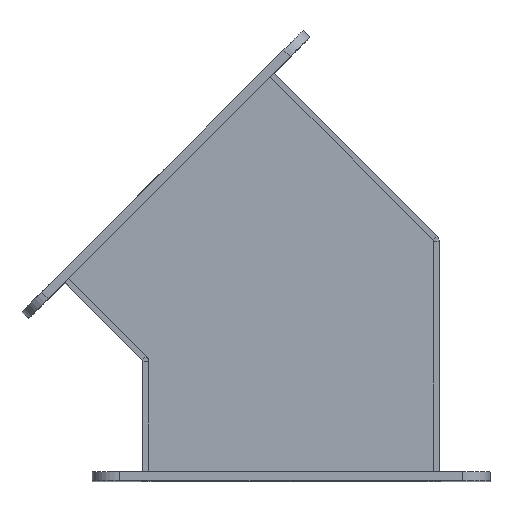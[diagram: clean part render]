
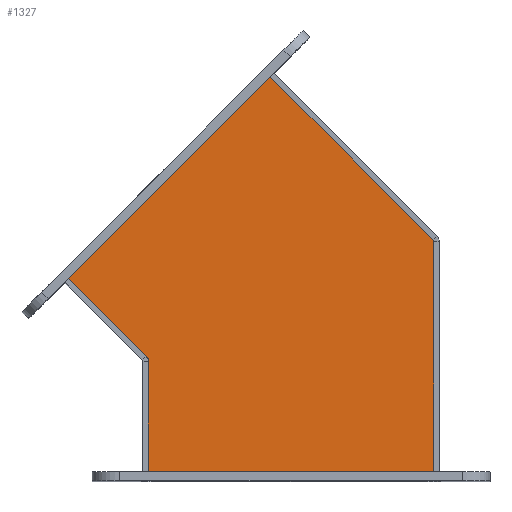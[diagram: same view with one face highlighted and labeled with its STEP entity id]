
A CAD part, top view. The second image highlights one B-rep face of the part: STEP entity #1327.
In plain terms, the highlighted planar face has unit normal (0, 0, 1).
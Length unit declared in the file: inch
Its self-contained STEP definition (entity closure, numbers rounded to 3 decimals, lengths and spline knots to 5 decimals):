
#865=CARTESIAN_POINT('',(-1.83225,0.0,0.074));
#866=VERTEX_POINT('',#865);
#873=CARTESIAN_POINT('',(-1.83225,0.0625,0.074));
#874=VERTEX_POINT('',#873);
#875=CARTESIAN_POINT('',(-1.83225,0.0625,0.074));
#876=DIRECTION('',(0.0,-1.0,0.0));
#877=VECTOR('',#876,0.0625);
#878=LINE('',#875,#877);
#879=EDGE_CURVE('',#874,#866,#878,.T.);
#904=CARTESIAN_POINT('',(-2.01975,0.0625,0.074));
#905=VERTEX_POINT('',#904);
#906=CARTESIAN_POINT('',(-2.01975,0.0625,0.074));
#907=DIRECTION('',(1.0,0.0,0.0));
#908=VECTOR('',#907,0.1875);
#909=LINE('',#906,#908);
#910=EDGE_CURVE('',#905,#874,#909,.T.);
#935=CARTESIAN_POINT('',(-2.01975,0.,0.074));
#936=VERTEX_POINT('',#935);
#937=CARTESIAN_POINT('',(-2.01975,0.,0.074));
#938=DIRECTION('',(0.0,1.0,0.0));
#939=VECTOR('',#938,0.0625);
#940=LINE('',#937,#939);
#941=EDGE_CURVE('',#936,#905,#940,.T.);
#967=CARTESIAN_POINT('',(-3.68208,4.01322,0.074));
#968=VERTEX_POINT('',#967);
#975=CARTESIAN_POINT('',(-3.63789,3.96903,0.074));
#976=VERTEX_POINT('',#975);
#977=CARTESIAN_POINT('',(-3.63789,3.96903,0.074));
#978=DIRECTION('',(-0.707,0.707,0.0));
#979=VECTOR('',#978,0.0625);
#980=LINE('',#977,#979);
#981=EDGE_CURVE('',#976,#968,#980,.T.);
#1006=CARTESIAN_POINT('',(-3.50531,4.10161,0.074));
#1007=VERTEX_POINT('',#1006);
#1008=CARTESIAN_POINT('',(-3.50531,4.10161,0.074));
#1009=DIRECTION('',(-0.707,-0.707,0.0));
#1010=VECTOR('',#1009,0.1875);
#1011=LINE('',#1008,#1010);
#1012=EDGE_CURVE('',#1007,#976,#1011,.T.);
#1037=CARTESIAN_POINT('',(-3.5495,4.14581,0.074));
#1038=VERTEX_POINT('',#1037);
#1039=CARTESIAN_POINT('',(-3.5495,4.14581,0.074));
#1040=DIRECTION('',(0.707,-0.707,0.0));
#1041=VECTOR('',#1040,0.0625);
#1042=LINE('',#1039,#1041);
#1043=EDGE_CURVE('',#1038,#1007,#1042,.T.);
#1060=CARTESIAN_POINT('',(-3.852,0.0,0.074));
#1061=VERTEX_POINT('',#1060);
#1062=CARTESIAN_POINT('',(-2.01975,0.0,0.074));
#1063=DIRECTION('',(-1.0,0.0,0.0));
#1064=VECTOR('',#1063,1.83225);
#1065=LINE('',#1062,#1064);
#1066=EDGE_CURVE('',#936,#1061,#1065,.T.);
#1158=CARTESIAN_POINT('',(-2.2539,5.4414,0.074));
#1159=VERTEX_POINT('',#1158);
#1160=CARTESIAN_POINT('',(-3.5495,4.14581,0.074));
#1161=DIRECTION('',(0.707,0.707,0.0));
#1162=VECTOR('',#1161,1.83225);
#1163=LINE('',#1160,#1162);
#1164=EDGE_CURVE('',#1038,#1159,#1163,.T.);
#1181=CARTESIAN_POINT('',(-3.852,1.59195,0.074));
#1182=VERTEX_POINT('',#1181);
#1183=CARTESIAN_POINT('',(-3.852,0.0,0.074));
#1184=DIRECTION('',(0.0,1.0,0.0));
#1185=VECTOR('',#1184,1.59195);
#1186=LINE('',#1183,#1185);
#1187=EDGE_CURVE('',#1061,#1182,#1186,.T.);
#1205=CARTESIAN_POINT('',(-4.97768,2.71763,0.074));
#1206=VERTEX_POINT('',#1205);
#1207=CARTESIAN_POINT('',(-3.852,1.59195,0.074));
#1208=DIRECTION('',(-0.707,0.707,0.0));
#1209=VECTOR('',#1208,1.59195);
#1210=LINE('',#1207,#1209);
#1211=EDGE_CURVE('',#1182,#1206,#1210,.T.);
#1232=CARTESIAN_POINT('',(-4.97768,2.71763,0.074));
#1233=DIRECTION('',(0.707,0.707,0.0));
#1234=VECTOR('',#1233,1.83225);
#1235=LINE('',#1232,#1234);
#1236=EDGE_CURVE('',#1206,#968,#1235,.T.);
#1246=CARTESIAN_POINT('',(0.0,3.1875,0.074));
#1247=VERTEX_POINT('',#1246);
#1248=CARTESIAN_POINT('',(-2.2539,5.4414,0.074));
#1249=DIRECTION('',(0.707,-0.707,0.0));
#1250=VECTOR('',#1249,3.1875);
#1251=LINE('',#1248,#1250);
#1252=EDGE_CURVE('',#1159,#1247,#1251,.T.);
#1270=CARTESIAN_POINT('',(0.0,0.0,0.074));
#1271=VERTEX_POINT('',#1270);
#1272=CARTESIAN_POINT('',(0.0,3.1875,0.074));
#1273=DIRECTION('',(0.0,-1.0,0.0));
#1274=VECTOR('',#1273,3.1875);
#1275=LINE('',#1272,#1274);
#1276=EDGE_CURVE('',#1247,#1271,#1275,.T.);
#1297=CARTESIAN_POINT('',(0.0,0.0,0.074));
#1298=DIRECTION('',(-1.0,0.0,0.0));
#1299=VECTOR('',#1298,1.83225);
#1300=LINE('',#1297,#1299);
#1301=EDGE_CURVE('',#1271,#866,#1300,.T.);
#1306=CARTESIAN_POINT('',(-2.20702,2.27332,0.074));
#1307=DIRECTION('',(0.0,0.0,1.0));
#1308=DIRECTION('',(1.0,0.0,0.0));
#1309=AXIS2_PLACEMENT_3D('',#1306,#1307,#1308);
#1310=PLANE('',#1309);
#1311=ORIENTED_EDGE('',*,*,#879,.T.);
#1312=ORIENTED_EDGE('',*,*,#1301,.F.);
#1313=ORIENTED_EDGE('',*,*,#1276,.F.);
#1314=ORIENTED_EDGE('',*,*,#1252,.F.);
#1315=ORIENTED_EDGE('',*,*,#1164,.F.);
#1316=ORIENTED_EDGE('',*,*,#1043,.T.);
#1317=ORIENTED_EDGE('',*,*,#1012,.T.);
#1318=ORIENTED_EDGE('',*,*,#981,.T.);
#1319=ORIENTED_EDGE('',*,*,#1236,.F.);
#1320=ORIENTED_EDGE('',*,*,#1211,.F.);
#1321=ORIENTED_EDGE('',*,*,#1187,.F.);
#1322=ORIENTED_EDGE('',*,*,#1066,.F.);
#1323=ORIENTED_EDGE('',*,*,#941,.T.);
#1324=ORIENTED_EDGE('',*,*,#910,.T.);
#1325=EDGE_LOOP('',(#1311,#1312,#1313,#1314,#1315,#1316,#1317,#1318,#1319,#1320,#1321,#1322,#1323,#1324));
#1326=FACE_OUTER_BOUND('',#1325,.T.);
#1327=ADVANCED_FACE('',(#1326),#1310,.T.);
